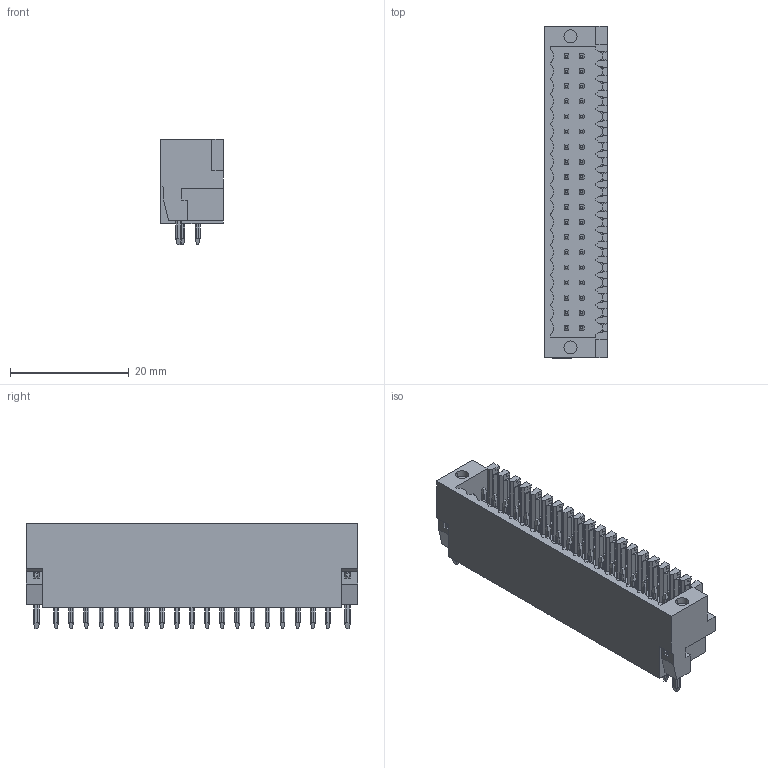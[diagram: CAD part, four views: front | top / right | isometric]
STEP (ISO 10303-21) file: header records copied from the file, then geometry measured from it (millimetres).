
FILE_DESCRIPTION((''),'2;1');
FILE_NAME('TLPHDW-020V','2024-10-17T08:36:40',('tluser'),(''),'CREO PARAMETRIC BY PTC INC, 2018100','CREO PARAMETRIC BY PTC INC, 2018100','');
FILE_SCHEMA(('CONFIG_CONTROL_DESIGN'));
Length unit declared in the file: millimetre
Products named in the file (1): TLPHDW-020V
Bounding box: 10.5 x 55.82 x 17.7 mm (x, y, z)
Volume: 5332.8 mm3; surface area: 4961.8 mm2
Topology: 1 solids, 1 shells, 1504 faces, 4220 edges, 2790 vertices
Faces by surface type: plane 1163, cylinder 337, torus 4
Entity records: 48829 total; most frequent: CARTESIAN_POINT 10879, ORIENTED_EDGE 8440, DIRECTION 6962, EDGE_CURVE 4220, VECTOR 3230, LINE 3230, VERTEX_POINT 2790, AXIS2_PLACEMENT_3D 1866
